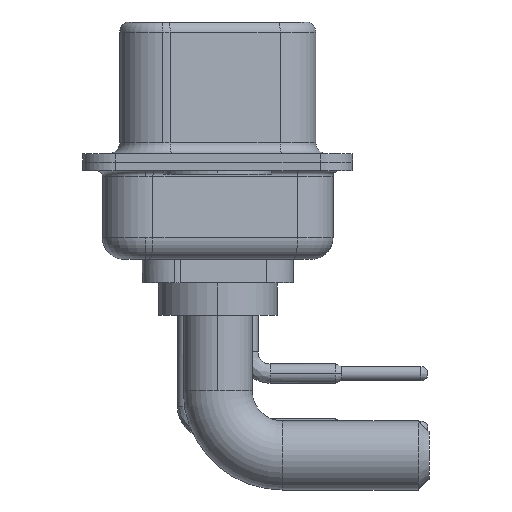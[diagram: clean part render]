
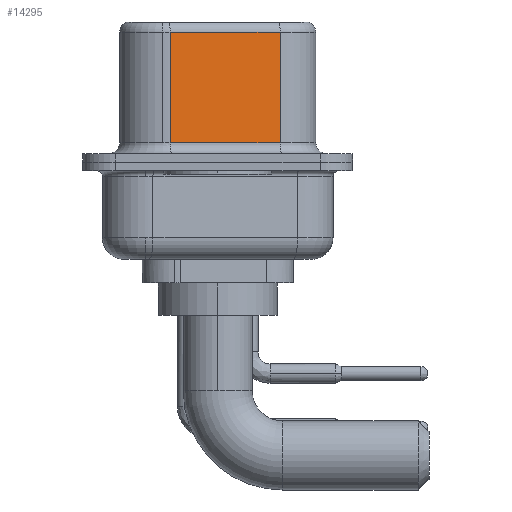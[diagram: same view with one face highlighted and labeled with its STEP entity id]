
A CAD part, left-side view. The second image highlights one B-rep face of the part: STEP entity #14295.
In plain terms, the highlighted planar face has unit normal (-0.985, -0.174, 0).
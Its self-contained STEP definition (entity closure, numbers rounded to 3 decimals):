
#428 = CARTESIAN_POINT ( 'NONE',  ( 3.655, 2.203, 6.52 ) ) ;
#1211 = VECTOR ( 'NONE', #11669, 1000. ) ;
#1570 = LINE ( 'NONE', #7208, #1211 ) ;
#2000 = CARTESIAN_POINT ( 'NONE',  ( 4.555, -2.897, 6.02 ) ) ;
#2439 = ORIENTED_EDGE ( 'NONE', *, *, #5967, .T. ) ;
#4203 = CARTESIAN_POINT ( 'NONE',  ( 4.555, -2.897, 6.52 ) ) ;
#5011 = EDGE_CURVE ( 'NONE', #13396, #17865, #17451, .T. ) ;
#5102 = DIRECTION ( 'NONE',  ( -0.174, 0.985, 0. ) ) ;
#5171 = AXIS2_PLACEMENT_3D ( 'NONE', #6378, #15297, #6577 ) ;
#5967 = EDGE_CURVE ( 'NONE', #10140, #11054, #12454, .T. ) ;
#5978 = CARTESIAN_POINT ( 'NONE',  ( 4.555, -2.897, 6.02 ) ) ;
#6378 = CARTESIAN_POINT ( 'NONE',  ( 4.555, -2.897, 6.52 ) ) ;
#6577 = DIRECTION ( 'NONE',  ( -0.174, 0.985, 0. ) ) ;
#6749 = LINE ( 'NONE', #2000, #14586 ) ;
#7208 = CARTESIAN_POINT ( 'NONE',  ( 4.555, -2.897, 0.9 ) ) ;
#7432 = EDGE_CURVE ( 'NONE', #13396, #10140, #6749, .T. ) ;
#7689 = VECTOR ( 'NONE', #11869, 1000. ) ;
#7899 = ORIENTED_EDGE ( 'NONE', *, *, #5011, .F. ) ;
#8016 = EDGE_LOOP ( 'NONE', ( #7899, #14666, #2439, #18307 ) ) ;
#8519 = CARTESIAN_POINT ( 'NONE',  ( 3.655, 2.203, 6.02 ) ) ;
#9396 = PLANE ( 'NONE',  #5171 ) ;
#9583 = FACE_OUTER_BOUND ( 'NONE', #8016, .T. ) ;
#10140 = VERTEX_POINT ( 'NONE', #8519 ) ;
#10810 = DIRECTION ( 'NONE',  ( 0., 0., -1. ) ) ;
#11054 = VERTEX_POINT ( 'NONE', #13503 ) ;
#11669 = DIRECTION ( 'NONE',  ( 0.174, -0.985, 0. ) ) ;
#11869 = DIRECTION ( 'NONE',  ( 0., 0., -1. ) ) ;
#12454 = LINE ( 'NONE', #428, #15509 ) ;
#13396 = VERTEX_POINT ( 'NONE', #5978 ) ;
#13503 = CARTESIAN_POINT ( 'NONE',  ( 3.655, 2.203, 0.9 ) ) ;
#14295 = ADVANCED_FACE ( 'NONE', ( #9583 ), #9396, .F. ) ;
#14586 = VECTOR ( 'NONE', #5102, 1000. ) ;
#14666 = ORIENTED_EDGE ( 'NONE', *, *, #7432, .T. ) ;
#15297 = DIRECTION ( 'NONE',  ( 0.985, 0.174, 0. ) ) ;
#15509 = VECTOR ( 'NONE', #10810, 1000. ) ;
#15563 = EDGE_CURVE ( 'NONE', #11054, #17865, #1570, .T. ) ;
#16081 = CARTESIAN_POINT ( 'NONE',  ( 4.555, -2.897, 0.9 ) ) ;
#17451 = LINE ( 'NONE', #4203, #7689 ) ;
#17865 = VERTEX_POINT ( 'NONE', #16081 ) ;
#18307 = ORIENTED_EDGE ( 'NONE', *, *, #15563, .T. ) ;
